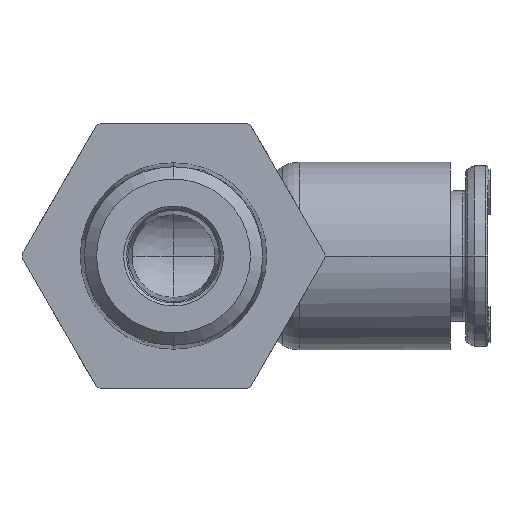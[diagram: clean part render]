
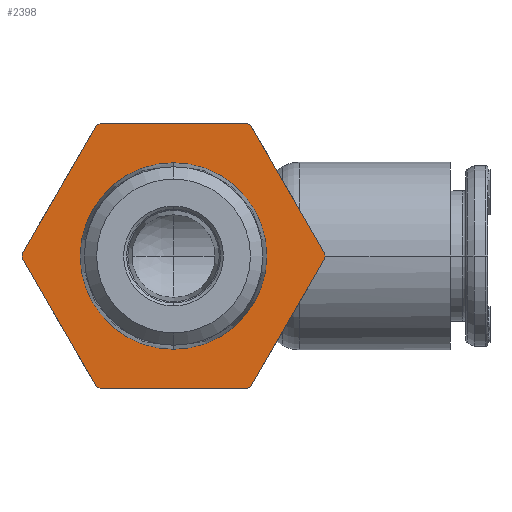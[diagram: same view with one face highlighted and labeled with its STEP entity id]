
A CAD part, front view. The second image highlights one B-rep face of the part: STEP entity #2398.
In plain terms, the highlighted planar face has unit normal (0, -1, 0).
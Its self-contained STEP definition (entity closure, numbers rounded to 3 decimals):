
#2398=ADVANCED_FACE('',(#5938,#5939),#5940,.F.);
#5938=FACE_OUTER_BOUND('',#11854,.T.);
#5939=FACE_BOUND('',#11855,.T.);
#5940=PLANE('',#11856);
#11854=EDGE_LOOP('',(#21327,#21328,#21329,#21330,#21331,#21332,#21333,#21334,#21335,#21336,#21337,#21338));
#11855=EDGE_LOOP('',(#21339,#21340));
#11856=AXIS2_PLACEMENT_3D('',#21341,#21342,#21343);
#21327=ORIENTED_EDGE('',*,*,#33231,.T.);
#21328=ORIENTED_EDGE('',*,*,#34258,.F.);
#21329=ORIENTED_EDGE('',*,*,#34259,.T.);
#21330=ORIENTED_EDGE('',*,*,#32931,.F.);
#21331=ORIENTED_EDGE('',*,*,#34260,.T.);
#21332=ORIENTED_EDGE('',*,*,#34261,.F.);
#21333=ORIENTED_EDGE('',*,*,#34262,.T.);
#21334=ORIENTED_EDGE('',*,*,#34263,.F.);
#21335=ORIENTED_EDGE('',*,*,#34264,.T.);
#21336=ORIENTED_EDGE('',*,*,#34265,.F.);
#21337=ORIENTED_EDGE('',*,*,#34266,.T.);
#21338=ORIENTED_EDGE('',*,*,#32680,.F.);
#21339=ORIENTED_EDGE('',*,*,#34267,.F.);
#21340=ORIENTED_EDGE('',*,*,#34268,.F.);
#21341=CARTESIAN_POINT('',(0.0,-28.0,0.0));
#21342=DIRECTION('',(0.0,1.0,0.0));
#21343=DIRECTION('',(0.0,0.0,-1.0));
#32680=EDGE_CURVE('',#38625,#38627,#38628,.T.);
#32931=EDGE_CURVE('',#39069,#39071,#39072,.T.);
#33231=EDGE_CURVE('',#38625,#39590,#39592,.T.);
#34258=EDGE_CURVE('',#41286,#39590,#41287,.T.);
#34259=EDGE_CURVE('',#41286,#39071,#41288,.T.);
#34260=EDGE_CURVE('',#39069,#41289,#41290,.T.);
#34261=EDGE_CURVE('',#41291,#41289,#41292,.T.);
#34262=EDGE_CURVE('',#41291,#41293,#41294,.T.);
#34263=EDGE_CURVE('',#41295,#41293,#41296,.T.);
#34264=EDGE_CURVE('',#41295,#41297,#41298,.T.);
#34265=EDGE_CURVE('',#41299,#41297,#41300,.T.);
#34266=EDGE_CURVE('',#41299,#38627,#41301,.T.);
#34267=EDGE_CURVE('',#41302,#41303,#41304,.T.);
#34268=EDGE_CURVE('',#41303,#41302,#41305,.T.);
#38625=VERTEX_POINT('',#47547);
#38627=VERTEX_POINT('',#47550);
#38628=LINE('',#47551,#47552);
#39069=VERTEX_POINT('',#48448);
#39071=VERTEX_POINT('',#48451);
#39072=LINE('',#48452,#48453);
#39590=VERTEX_POINT('',#49454);
#39592=CIRCLE('',#49457,0.5);
#41286=VERTEX_POINT('',#52530);
#41287=LINE('',#52531,#52532);
#41288=CIRCLE('',#52533,0.5);
#41289=VERTEX_POINT('',#52534);
#41290=CIRCLE('',#52535,0.5);
#41291=VERTEX_POINT('',#52536);
#41292=LINE('',#52537,#52538);
#41293=VERTEX_POINT('',#52539);
#41294=CIRCLE('',#52540,0.5);
#41295=VERTEX_POINT('',#52541);
#41296=LINE('',#52542,#52543);
#41297=VERTEX_POINT('',#52544);
#41298=CIRCLE('',#52545,0.5);
#41299=VERTEX_POINT('',#52546);
#41300=LINE('',#52547,#52548);
#41301=CIRCLE('',#52549,0.5);
#41302=VERTEX_POINT('',#52550);
#41303=VERTEX_POINT('',#52551);
#41304=CIRCLE('',#52552,6.704);
#41305=CIRCLE('',#52553,6.704);
#47547=CARTESIAN_POINT('',(-5.629,-28.0,-9.25));
#47550=CARTESIAN_POINT('',(-10.825,-28.0,-0.25));
#47551=CARTESIAN_POINT('',(-5.629,-28.0,-9.25));
#47552=VECTOR('',#62027,10.392);
#48448=CARTESIAN_POINT('',(10.825,-28.0,-0.25));
#48451=CARTESIAN_POINT('',(5.629,-28.0,-9.25));
#48452=CARTESIAN_POINT('',(10.825,-28.0,-0.25));
#48453=VECTOR('',#62299,10.392);
#49454=CARTESIAN_POINT('',(-5.196,-28.0,-9.5));
#49457=AXIS2_PLACEMENT_3D('',#62605,#62606,#62607);
#52530=CARTESIAN_POINT('',(5.196,-28.0,-9.5));
#52531=CARTESIAN_POINT('',(5.196,-28.0,-9.5));
#52532=VECTOR('',#63771,10.392);
#52533=AXIS2_PLACEMENT_3D('',#63772,#63773,#63774);
#52534=CARTESIAN_POINT('',(10.825,-28.0,0.25));
#52535=AXIS2_PLACEMENT_3D('',#63775,#63776,#63777);
#52536=CARTESIAN_POINT('',(5.629,-28.0,9.25));
#52537=CARTESIAN_POINT('',(5.629,-28.0,9.25));
#52538=VECTOR('',#63778,10.392);
#52539=CARTESIAN_POINT('',(5.196,-28.0,9.5));
#52540=AXIS2_PLACEMENT_3D('',#63779,#63780,#63781);
#52541=CARTESIAN_POINT('',(-5.196,-28.0,9.5));
#52542=CARTESIAN_POINT('',(-5.196,-28.0,9.5));
#52543=VECTOR('',#63782,10.392);
#52544=CARTESIAN_POINT('',(-5.629,-28.0,9.25));
#52545=AXIS2_PLACEMENT_3D('',#63783,#63784,#63785);
#52546=CARTESIAN_POINT('',(-10.825,-28.0,0.25));
#52547=CARTESIAN_POINT('',(-10.825,-28.0,0.25));
#52548=VECTOR('',#63786,10.392);
#52549=AXIS2_PLACEMENT_3D('',#63787,#63788,#63789);
#52550=CARTESIAN_POINT('',(0.0,-28.0,6.704));
#52551=CARTESIAN_POINT('',(0.,-28.0,-6.704));
#52552=AXIS2_PLACEMENT_3D('',#63790,#63791,#63792);
#52553=AXIS2_PLACEMENT_3D('',#63793,#63794,#63795);
#62027=DIRECTION('',(-0.5,0.0,0.866));
#62299=DIRECTION('',(-0.5,0.0,-0.866));
#62605=CARTESIAN_POINT('',(-5.196,-28.0,-9.0));
#62606=DIRECTION('',(0.0,-1.0,-0.0));
#62607=DIRECTION('',(-0.866,0.0,-0.5));
#63771=DIRECTION('',(-1.0,0.0,0.0));
#63772=CARTESIAN_POINT('',(5.196,-28.0,-9.0));
#63773=DIRECTION('',(0.0,-1.0,0.0));
#63774=DIRECTION('',(0.0,0.0,-1.0));
#63775=CARTESIAN_POINT('',(10.392,-28.0,0.0));
#63776=DIRECTION('',(0.0,-1.0,0.0));
#63777=DIRECTION('',(0.866,0.0,-0.5));
#63778=DIRECTION('',(0.5,0.0,-0.866));
#63779=CARTESIAN_POINT('',(5.196,-28.0,9.0));
#63780=DIRECTION('',(0.0,-1.0,0.0));
#63781=DIRECTION('',(0.866,0.0,0.5));
#63782=DIRECTION('',(1.0,0.0,0.0));
#63783=CARTESIAN_POINT('',(-5.196,-28.0,9.0));
#63784=DIRECTION('',(0.0,-1.0,0.0));
#63785=DIRECTION('',(0.0,0.0,1.0));
#63786=DIRECTION('',(0.5,0.0,0.866));
#63787=CARTESIAN_POINT('',(-10.392,-28.0,0.0));
#63788=DIRECTION('',(-0.0,-1.0,0.0));
#63789=DIRECTION('',(-0.866,0.0,0.5));
#63790=CARTESIAN_POINT('',(0.0,-28.0,0.0));
#63791=DIRECTION('',(0.0,-1.0,0.0));
#63792=DIRECTION('',(0.0,0.0,-1.0));
#63793=CARTESIAN_POINT('',(0.0,-28.0,0.0));
#63794=DIRECTION('',(0.0,-1.0,0.0));
#63795=DIRECTION('',(0.0,0.0,-1.0));
